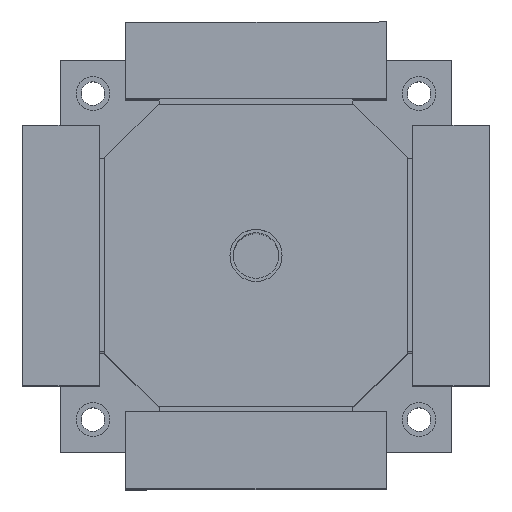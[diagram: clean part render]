
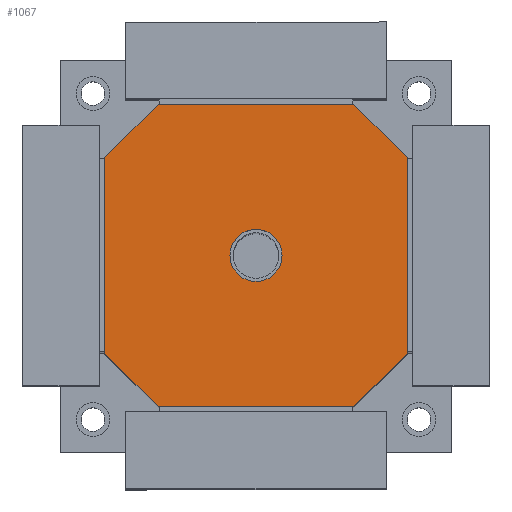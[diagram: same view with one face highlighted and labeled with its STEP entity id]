
A CAD part, top view. The second image highlights one B-rep face of the part: STEP entity #1067.
In plain terms, the highlighted planar face has unit normal (0, 0, 1).
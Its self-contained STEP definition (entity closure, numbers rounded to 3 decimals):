
#47 = ORIENTED_EDGE ( 'NONE', *, *, #791, .T. ) ;
#191 = VERTEX_POINT ( 'NONE', #4268 ) ;
#374 = DIRECTION ( 'NONE',  ( 1., 0., 0. ) ) ;
#397 = ORIENTED_EDGE ( 'NONE', *, *, #1697, .T. ) ;
#401 = DIRECTION ( 'NONE',  ( 0., 0., -1. ) ) ;
#478 = EDGE_CURVE ( 'NONE', #191, #5286, #2825, .T. ) ;
#481 = AXIS2_PLACEMENT_3D ( 'NONE', #3085, #4548, #6007 ) ;
#493 = VERTEX_POINT ( 'NONE', #4098 ) ;
#525 = FACE_OUTER_BOUND ( 'NONE', #5120, .T. ) ;
#635 = VECTOR ( 'NONE', #1304, 1000. ) ;
#750 = DIRECTION ( 'NONE',  ( 0., -1., 0. ) ) ;
#769 = DIRECTION ( 'NONE',  ( 0.707, 0.707, 0. ) ) ;
#791 = EDGE_CURVE ( 'NONE', #4917, #1391, #1887, .T. ) ;
#859 = VERTEX_POINT ( 'NONE', #3076 ) ;
#876 = VECTOR ( 'NONE', #3294, 1000. ) ;
#938 = VECTOR ( 'NONE', #5620, 1000. ) ;
#1067 = ADVANCED_FACE ( 'NONE', ( #525, #5250 ), #2287, .T. ) ;
#1154 = VERTEX_POINT ( 'NONE', #1818 ) ;
#1304 = DIRECTION ( 'NONE',  ( 1., 0., 0. ) ) ;
#1391 = VERTEX_POINT ( 'NONE', #5064 ) ;
#1421 = LINE ( 'NONE', #2454, #5941 ) ;
#1423 = VERTEX_POINT ( 'NONE', #1830 ) ;
#1491 = EDGE_CURVE ( 'NONE', #1423, #1154, #1421, .T. ) ;
#1622 = ORIENTED_EDGE ( 'NONE', *, *, #1922, .T. ) ;
#1697 = EDGE_CURVE ( 'NONE', #2563, #191, #5786, .T. ) ;
#1778 = DIRECTION ( 'NONE',  ( -0.707, -0.707, 0. ) ) ;
#1818 = CARTESIAN_POINT ( 'NONE',  ( 116., 75., 500. ) ) ;
#1830 = CARTESIAN_POINT ( 'NONE',  ( 116., -75., 500. ) ) ;
#1850 = CARTESIAN_POINT ( 'NONE',  ( -116., -116., 500. ) ) ;
#1881 = AXIS2_PLACEMENT_3D ( 'NONE', #4154, #5645, #374 ) ;
#1887 = CIRCLE ( 'NONE', #4748, 20. ) ;
#1922 = EDGE_CURVE ( 'NONE', #859, #1423, #5864, .T. ) ;
#1992 = LINE ( 'NONE', #1850, #635 ) ;
#2081 = CARTESIAN_POINT ( 'NONE',  ( 116., 75., 500. ) ) ;
#2102 = CARTESIAN_POINT ( 'NONE',  ( -75., 116., 500. ) ) ;
#2155 = LINE ( 'NONE', #2265, #938 ) ;
#2241 = CIRCLE ( 'NONE', #481, 20. ) ;
#2265 = CARTESIAN_POINT ( 'NONE',  ( -75., -116., 500. ) ) ;
#2287 = PLANE ( 'NONE',  #1881 ) ;
#2454 = CARTESIAN_POINT ( 'NONE',  ( 116., -116., 500. ) ) ;
#2491 = DIRECTION ( 'NONE',  ( -1., 0., 0. ) ) ;
#2526 = ORIENTED_EDGE ( 'NONE', *, *, #5328, .T. ) ;
#2563 = VERTEX_POINT ( 'NONE', #2102 ) ;
#2587 = ORIENTED_EDGE ( 'NONE', *, *, #1491, .T. ) ;
#2667 = CARTESIAN_POINT ( 'NONE',  ( 75., -116., 500. ) ) ;
#2673 = ORIENTED_EDGE ( 'NONE', *, *, #3828, .T. ) ;
#2808 = EDGE_LOOP ( 'NONE', ( #47, #2673 ) ) ;
#2825 = LINE ( 'NONE', #4509, #5114 ) ;
#3076 = CARTESIAN_POINT ( 'NONE',  ( 75., -116., 500. ) ) ;
#3085 = CARTESIAN_POINT ( 'NONE',  ( 0., 0., 500. ) ) ;
#3294 = DIRECTION ( 'NONE',  ( -1., 0., 0. ) ) ;
#3569 = CARTESIAN_POINT ( 'NONE',  ( -75., 116., 500. ) ) ;
#3631 = EDGE_CURVE ( 'NONE', #1154, #4610, #6138, .T. ) ;
#3683 = VECTOR ( 'NONE', #769, 1000. ) ;
#3805 = LINE ( 'NONE', #5748, #876 ) ;
#3828 = EDGE_CURVE ( 'NONE', #1391, #4917, #2241, .T. ) ;
#4098 = CARTESIAN_POINT ( 'NONE',  ( -75., -116., 500. ) ) ;
#4154 = CARTESIAN_POINT ( 'NONE',  ( -116., -116., 500. ) ) ;
#4268 = CARTESIAN_POINT ( 'NONE',  ( -116., 75., 500. ) ) ;
#4352 = VECTOR ( 'NONE', #1778, 1000. ) ;
#4435 = CARTESIAN_POINT ( 'NONE',  ( -20., 0., 500. ) ) ;
#4509 = CARTESIAN_POINT ( 'NONE',  ( -116., 116., 500. ) ) ;
#4548 = DIRECTION ( 'NONE',  ( 0., 0., -1. ) ) ;
#4610 = VERTEX_POINT ( 'NONE', #5573 ) ;
#4632 = ORIENTED_EDGE ( 'NONE', *, *, #4701, .T. ) ;
#4662 = EDGE_CURVE ( 'NONE', #5286, #493, #2155, .T. ) ;
#4701 = EDGE_CURVE ( 'NONE', #4610, #2563, #3805, .T. ) ;
#4748 = AXIS2_PLACEMENT_3D ( 'NONE', #6189, #401, #2491 ) ;
#4792 = DIRECTION ( 'NONE',  ( 0., 1., 0. ) ) ;
#4917 = VERTEX_POINT ( 'NONE', #4435 ) ;
#5006 = VECTOR ( 'NONE', #5852, 1000. ) ;
#5064 = CARTESIAN_POINT ( 'NONE',  ( 20., 0., 500. ) ) ;
#5114 = VECTOR ( 'NONE', #750, 1000. ) ;
#5120 = EDGE_LOOP ( 'NONE', ( #5943, #2526, #1622, #2587, #6061, #4632, #397, #6156 ) ) ;
#5123 = CARTESIAN_POINT ( 'NONE',  ( -116., -75., 500. ) ) ;
#5250 = FACE_BOUND ( 'NONE', #2808, .T. ) ;
#5286 = VERTEX_POINT ( 'NONE', #5123 ) ;
#5328 = EDGE_CURVE ( 'NONE', #493, #859, #1992, .T. ) ;
#5573 = CARTESIAN_POINT ( 'NONE',  ( 75., 116., 500. ) ) ;
#5620 = DIRECTION ( 'NONE',  ( 0.707, -0.707, 0. ) ) ;
#5645 = DIRECTION ( 'NONE',  ( 0., 0., 1. ) ) ;
#5748 = CARTESIAN_POINT ( 'NONE',  ( -116., 116., 500. ) ) ;
#5786 = LINE ( 'NONE', #3569, #4352 ) ;
#5852 = DIRECTION ( 'NONE',  ( -0.707, 0.707, 0. ) ) ;
#5864 = LINE ( 'NONE', #2667, #3683 ) ;
#5941 = VECTOR ( 'NONE', #4792, 1000. ) ;
#5943 = ORIENTED_EDGE ( 'NONE', *, *, #4662, .T. ) ;
#6007 = DIRECTION ( 'NONE',  ( -1., 0., 0. ) ) ;
#6061 = ORIENTED_EDGE ( 'NONE', *, *, #3631, .T. ) ;
#6138 = LINE ( 'NONE', #2081, #5006 ) ;
#6156 = ORIENTED_EDGE ( 'NONE', *, *, #478, .T. ) ;
#6189 = CARTESIAN_POINT ( 'NONE',  ( 0., 0., 500. ) ) ;
